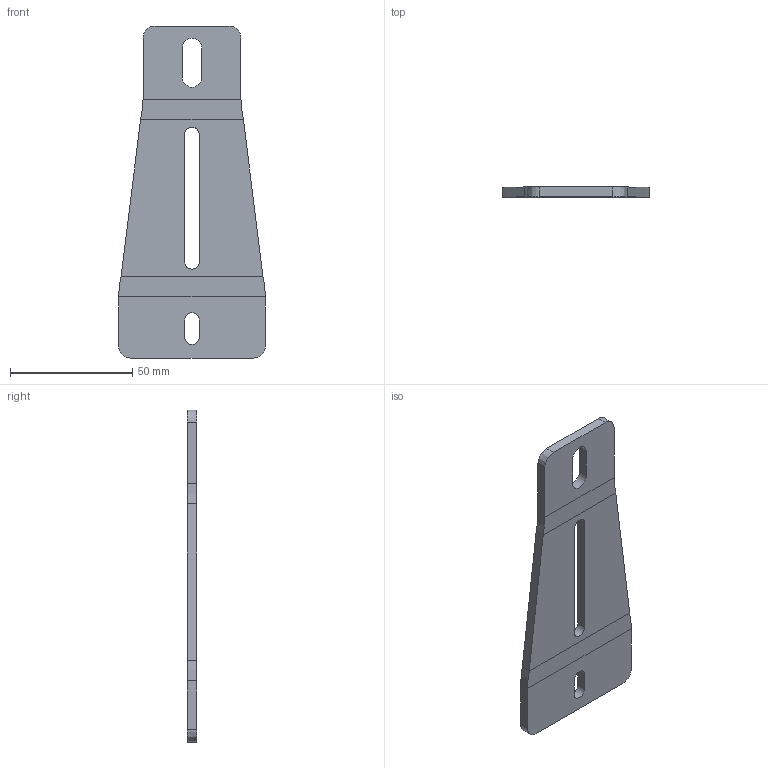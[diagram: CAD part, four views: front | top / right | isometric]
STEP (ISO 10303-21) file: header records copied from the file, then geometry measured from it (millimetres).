
FILE_DESCRIPTION(('CATIA V5 STEP Exchange'),'2;1');
FILE_NAME('pied_h_80mm_deplie_v1.stp','2024-03-27T11:46:56+00:00',('none'),('none'),'CATIA Version 5 Release 21 GA (IN-10)','CATIA V5 STEP AP203','none');
FILE_SCHEMA(('CONFIG_CONTROL_DESIGN'));
Length unit declared in the file: millimetre
Products named in the file (1): gallerie_pied_h1
Bounding box: 60 x 4 x 135.65 mm (x, y, z)
Volume: 24617 mm3; surface area: 14583.7 mm2
Topology: 1 solids, 1 shells, 38 faces, 92 edges, 56 vertices
Faces by surface type: plane 24, extrusion 8, cylinder 6
Entity records: 1321 total; most frequent: CARTESIAN_POINT 428, ORIENTED_EDGE 184, DIRECTION 139, EDGE_CURVE 92, VECTOR 71, LINE 63, VERTEX_POINT 56, EDGE_LOOP 44
